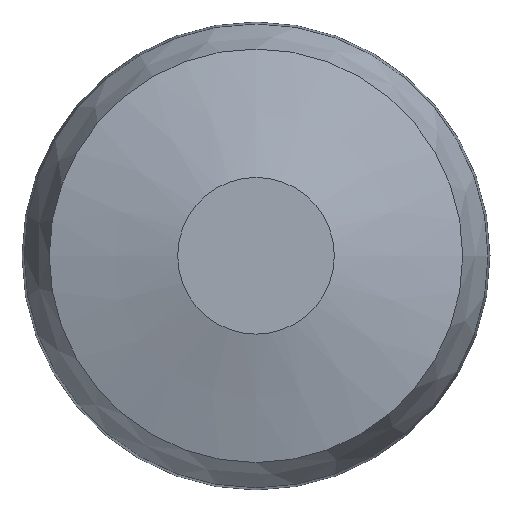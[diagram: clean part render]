
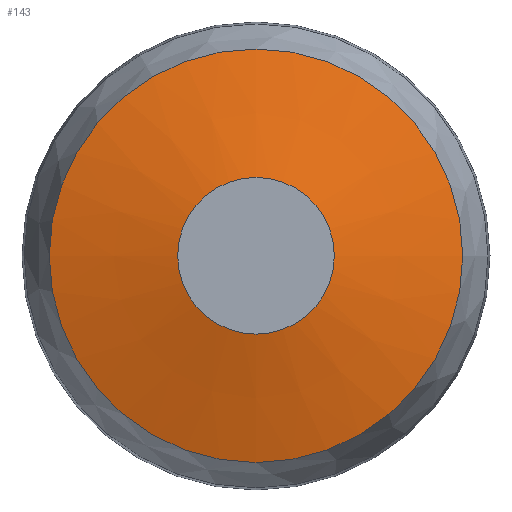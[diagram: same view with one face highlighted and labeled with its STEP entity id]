
A CAD part, top view. The second image highlights one B-rep face of the part: STEP entity #143.
In plain terms, the highlighted conical face has half-angle 75 degrees and reference radius 30.046 mm.
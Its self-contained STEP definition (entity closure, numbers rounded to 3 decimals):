
#17=CONICAL_SURFACE('',#174,30.046,1.309);
#32=FACE_OUTER_BOUND('',#44,.T.);
#44=EDGE_LOOP('',(#120,#121,#122,#123));
#54=LINE('',#261,#61);
#61=VECTOR('',#217,30.046);
#70=CIRCLE('',#175,11.386);
#71=CIRCLE('',#176,30.046);
#80=VERTEX_POINT('',#258);
#81=VERTEX_POINT('',#260);
#94=EDGE_CURVE('',#80,#80,#70,.T.);
#95=EDGE_CURVE('',#80,#81,#54,.T.);
#96=EDGE_CURVE('',#81,#81,#71,.T.);
#120=ORIENTED_EDGE('',*,*,#94,.T.);
#121=ORIENTED_EDGE('',*,*,#95,.T.);
#122=ORIENTED_EDGE('',*,*,#96,.F.);
#123=ORIENTED_EDGE('',*,*,#95,.F.);
#143=ADVANCED_FACE('',(#32),#17,.T.);
#174=AXIS2_PLACEMENT_3D('',#257,#213,#214);
#175=AXIS2_PLACEMENT_3D('',#259,#215,#216);
#176=AXIS2_PLACEMENT_3D('',#262,#218,#219);
#213=DIRECTION('center_axis',(0.,0.,-1.));
#214=DIRECTION('ref_axis',(-1.,0.,0.));
#215=DIRECTION('center_axis',(0.,0.,-1.));
#216=DIRECTION('ref_axis',(-1.,0.,0.));
#217=DIRECTION('',(0.966,0.,-0.259));
#218=DIRECTION('center_axis',(0.,0.,-1.));
#219=DIRECTION('ref_axis',(-1.,0.,0.));
#257=CARTESIAN_POINT('Origin',(0.,0.,162.));
#258=CARTESIAN_POINT('',(11.386,0.,167.));
#259=CARTESIAN_POINT('Origin',(0.,0.,167.));
#260=CARTESIAN_POINT('',(30.046,0.,162.));
#261=CARTESIAN_POINT('',(30.046,0.,162.));
#262=CARTESIAN_POINT('Origin',(0.,0.,162.));
